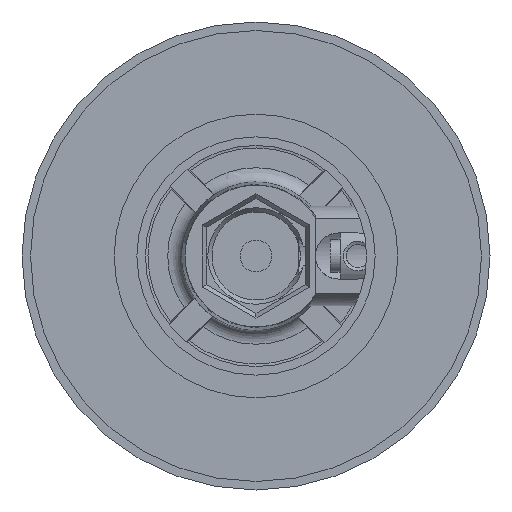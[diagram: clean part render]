
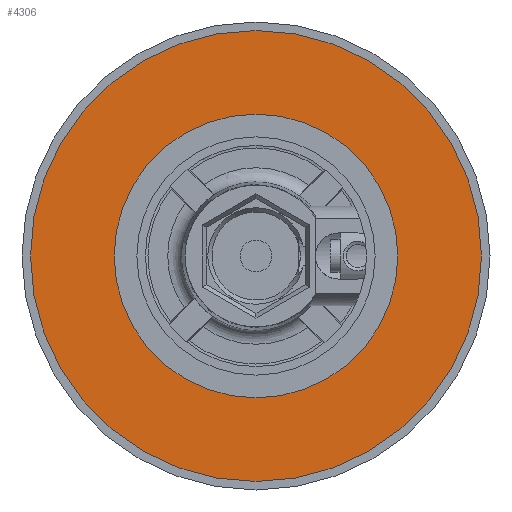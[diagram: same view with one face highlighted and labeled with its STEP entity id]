
A CAD part, front view. The second image highlights one B-rep face of the part: STEP entity #4306.
In plain terms, the highlighted planar face has unit normal (0, -1, 0).
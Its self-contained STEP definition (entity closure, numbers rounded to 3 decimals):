
#223 = CARTESIAN_POINT ( 'NONE',  ( 0., 91.064, 0. ) ) ;
#347 = FACE_BOUND ( 'NONE', #3743, .T. ) ;
#459 = CARTESIAN_POINT ( 'NONE',  ( -20., 91.064, 0. ) ) ;
#891 = DIRECTION ( 'NONE',  ( 0., 1., 0. ) ) ;
#1037 = VERTEX_POINT ( 'NONE', #4500 ) ;
#1333 = CARTESIAN_POINT ( 'NONE',  ( 0., 91.064, 0. ) ) ;
#1514 = AXIS2_PLACEMENT_3D ( 'NONE', #223, #4057, #3255 ) ;
#2043 = EDGE_CURVE ( 'NONE', #1037, #1037, #2937, .T. ) ;
#2534 = AXIS2_PLACEMENT_3D ( 'NONE', #459, #3018, #4200 ) ;
#2924 = CARTESIAN_POINT ( 'NONE',  ( 0., 91.064, 31.8 ) ) ;
#2937 = CIRCLE ( 'NONE', #1514, 20. ) ;
#3018 = DIRECTION ( 'NONE',  ( 0., -1., 0. ) ) ;
#3255 = DIRECTION ( 'NONE',  ( 0., 0., 1. ) ) ;
#3319 = PLANE ( 'NONE',  #2534 ) ;
#3478 = ORIENTED_EDGE ( 'NONE', *, *, #2043, .T. ) ;
#3620 = EDGE_CURVE ( 'NONE', #4580, #4580, #4394, .T. ) ;
#3743 = EDGE_LOOP ( 'NONE', ( #3478 ) ) ;
#3851 = FACE_OUTER_BOUND ( 'NONE', #4406, .T. ) ;
#4057 = DIRECTION ( 'NONE',  ( 0., 1., 0. ) ) ;
#4200 = DIRECTION ( 'NONE',  ( 0., 0., -1. ) ) ;
#4306 = ADVANCED_FACE ( 'NONE', ( #347, #3851 ), #3319, .T. ) ;
#4394 = CIRCLE ( 'NONE', #5292, 31.8 ) ;
#4406 = EDGE_LOOP ( 'NONE', ( #4627 ) ) ;
#4500 = CARTESIAN_POINT ( 'NONE',  ( 0., 91.064, 20. ) ) ;
#4580 = VERTEX_POINT ( 'NONE', #2924 ) ;
#4627 = ORIENTED_EDGE ( 'NONE', *, *, #3620, .F. ) ;
#4722 = DIRECTION ( 'NONE',  ( 0., 0., 1. ) ) ;
#5292 = AXIS2_PLACEMENT_3D ( 'NONE', #1333, #891, #4722 ) ;
